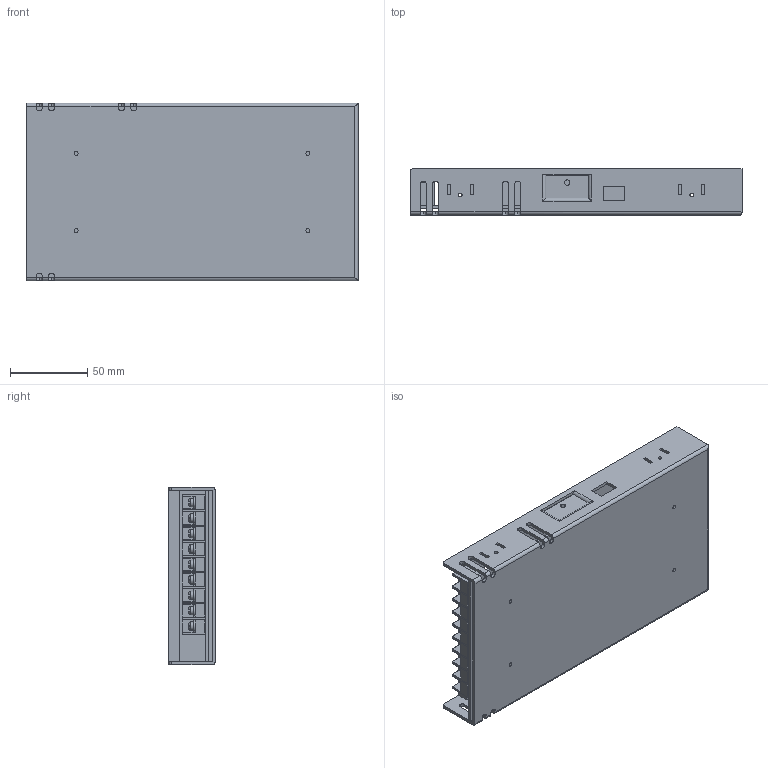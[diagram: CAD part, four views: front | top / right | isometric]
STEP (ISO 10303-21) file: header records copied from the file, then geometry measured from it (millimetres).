
FILE_DESCRIPTION (( 'STEP AP203' ), '1' );
FILE_NAME ('SMPS BIG_LRS-350-24.STEP', '2022-12-21T06:13:43', ( '' ), ( '' ), 'SwSTEP 2.0', 'SolidWorks 2023', '' );
FILE_SCHEMA (( 'CONFIG_CONTROL_DESIGN' ));
Length unit declared in the file: millimetre
Products named in the file (1): SMPS BIG_LRS-350-24
Bounding box: 215 x 30 x 115 mm (x, y, z)
Volume: 166279.5 mm3; surface area: 186271.1 mm2
Topology: 29 solids, 29 shells, 569 faces, 1495 edges, 972 vertices
Faces by surface type: plane 342, cylinder 191, torus 36
Entity records: 18204 total; most frequent: CARTESIAN_POINT 3637, DIRECTION 3035, ORIENTED_EDGE 2990, EDGE_CURVE 1495, AXIS2_PLACEMENT_3D 1050, VERTEX_POINT 972, LINE 935, VECTOR 935
